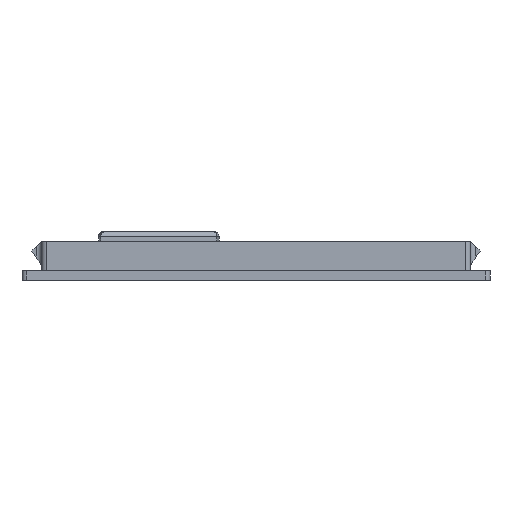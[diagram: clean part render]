
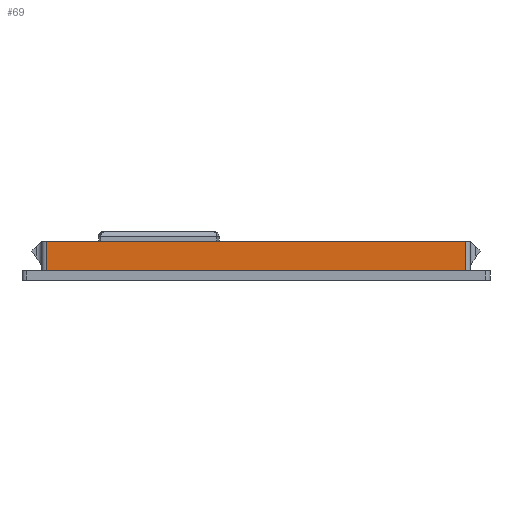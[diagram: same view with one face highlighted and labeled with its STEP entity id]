
A CAD part, front view. The second image highlights one B-rep face of the part: STEP entity #69.
In plain terms, the highlighted planar face has unit normal (0, -1, 0).
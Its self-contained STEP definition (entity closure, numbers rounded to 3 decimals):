
#69=ADVANCED_FACE('',(#586),#588,.T.);
#586=FACE_BOUND('',#587,.T.);
#587=EDGE_LOOP('',(#15221,#15222,#15223,#15224));
#588=PLANE('',#589);
#589=AXIS2_PLACEMENT_3D('',#590,#591,#592);
#590=CARTESIAN_POINT('',(-22.,-79.,1.));
#591=DIRECTION('',(0.,-1.,0.));
#592=DIRECTION('',(1.,0.,0.));
#15221=ORIENTED_EDGE('',*,*,#17115,.F.);
#15222=ORIENTED_EDGE('',*,*,#17116,.T.);
#15223=ORIENTED_EDGE('',*,*,#17117,.T.);
#15224=ORIENTED_EDGE('',*,*,#16879,.F.);
#16879=EDGE_CURVE('',#17784,#17786,#17787,.T.);
#17115=EDGE_CURVE('',#18236,#17784,#18238,.T.);
#17116=EDGE_CURVE('',#18236,#18239,#18240,.T.);
#17117=EDGE_CURVE('',#18239,#17786,#18241,.T.);
#17784=VERTEX_POINT('',#19260);
#17786=VERTEX_POINT('',#19265);
#17787=LINE('',#19266,#19267);
#18236=VERTEX_POINT('',#20205);
#18238=LINE('',#20210,#20211);
#18239=VERTEX_POINT('',#20213);
#18240=LINE('',#20214,#20215);
#18241=LINE('',#20217,#20218);
#19260=CARTESIAN_POINT('',(-21.5,-79.,4.));
#19265=CARTESIAN_POINT('',(21.5,-79.,4.));
#19266=CARTESIAN_POINT('',(-21.5,-79.,4.));
#19267=VECTOR('',#19268,1.);
#19268=DIRECTION('',(1.,0.,0.));
#20205=CARTESIAN_POINT('',(-21.5,-79.,1.));
#20210=CARTESIAN_POINT('',(-21.5,-79.,1.));
#20211=VECTOR('',#20212,1.);
#20212=DIRECTION('',(0.,0.,1.));
#20213=CARTESIAN_POINT('',(21.5,-79.,1.));
#20214=CARTESIAN_POINT('',(-21.5,-79.,1.));
#20215=VECTOR('',#20216,1.);
#20216=DIRECTION('',(1.,0.,0.));
#20217=CARTESIAN_POINT('',(21.5,-79.,1.));
#20218=VECTOR('',#20219,1.);
#20219=DIRECTION('',(0.,0.,1.));
